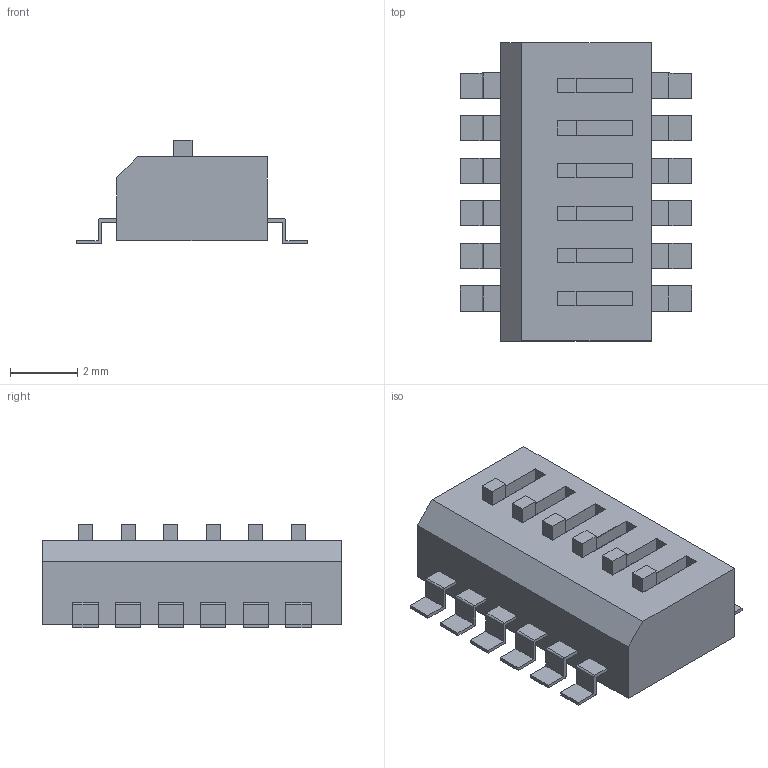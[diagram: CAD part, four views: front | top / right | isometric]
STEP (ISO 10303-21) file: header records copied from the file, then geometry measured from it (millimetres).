
FILE_DESCRIPTION(/* description */ ('model of SW_DIP_x6_W6.15mm_Slide_Omron_A6H'),/* implementation_level */ '2;1');
FILE_NAME(/* name */ 'SW_DIP_x6_W6.15mm_Slide_Omron_A6H.step',/* time_stamp */ '2017-10-30T19:22:42',/* author */ ('kicad StepUp','ksu'),/* organization */ ('FreeCAD'),/* preprocessor_version */ 'OCC',/* originating_system */ 'kicad StepUp',/* authorisation */ '');
FILE_SCHEMA(('AUTOMOTIVE_DESIGN { 1 0 10303 214 1 1 1 1 }'));
Length unit declared in the file: millimetre
Products named in the file (5): ASSEMBLY; SW_DIP_x6_W615mm_Slide_Omron_A6H001; Shape0_0794152288225; Shape0_327019734233; SW_DIP_x6_W615mm_Slide_Omron_A6H
Assembly tree (4 placements, depth 2):
  ASSEMBLY
    SW_DIP_x6_W615mm_Slide_Omron_A6H001
    Shape0_0794152288225
    Shape0_327019734233
    SW_DIP_x6_W615mm_Slide_Omron_A6H
Bounding box: 6.9 x 8.89 x 3.1 mm (x, y, z)
Surface area: 428.7 mm2
Topology: 14 solids, 14 shells, 242 faces, 594 edges, 392 vertices
Faces by surface type: plane 218, cylinder 24
Entity records: 7617 total; most frequent: CARTESIAN_POINT 1233, ORIENTED_EDGE 1188, DIRECTION 1136, EDGE_CURVE 594, LINE 546, VECTOR 546, VERTEX_POINT 392, AXIS2_PLACEMENT_3D 295
